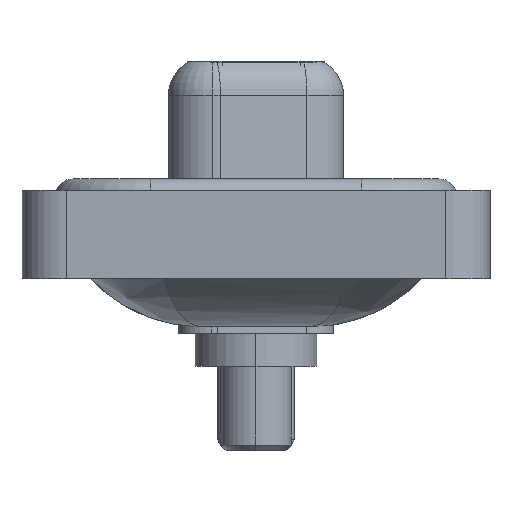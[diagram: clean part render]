
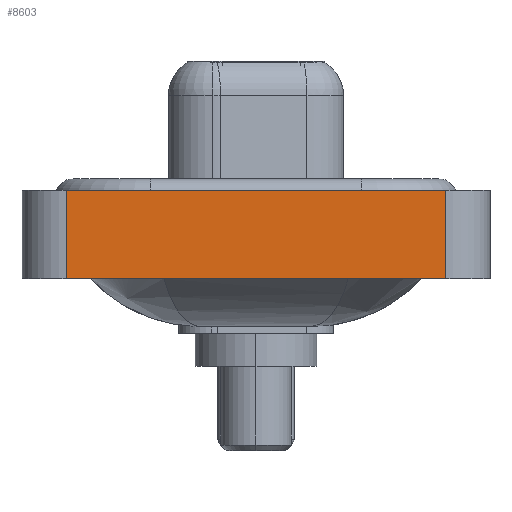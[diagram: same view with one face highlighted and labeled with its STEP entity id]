
A CAD part, left-side view. The second image highlights one B-rep face of the part: STEP entity #8603.
In plain terms, the highlighted planar face has unit normal (-1, 0, 0).
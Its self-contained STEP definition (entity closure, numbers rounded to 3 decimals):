
#1087 = CARTESIAN_POINT ( 'NONE',  ( -7.3, 8.55, 0.4 ) ) ;
#3484 = AXIS2_PLACEMENT_3D ( 'NONE', #20346, #6070, #12430 ) ;
#5005 = CARTESIAN_POINT ( 'NONE',  ( -7.3, -8.55, -3.6 ) ) ;
#5526 = DIRECTION ( 'NONE',  ( 0., 0., 1. ) ) ;
#5529 = CARTESIAN_POINT ( 'NONE',  ( -7.3, 8.55, -3.6 ) ) ;
#6070 = DIRECTION ( 'NONE',  ( -1., 0., 0. ) ) ;
#6183 = LINE ( 'NONE', #6282, #15137 ) ;
#6282 = CARTESIAN_POINT ( 'NONE',  ( -7.3, -8.55, -3.6 ) ) ;
#6548 = LINE ( 'NONE', #5005, #8867 ) ;
#6587 = VERTEX_POINT ( 'NONE', #1087 ) ;
#6852 = DIRECTION ( 'NONE',  ( 0., 0., 1. ) ) ;
#7635 = FACE_OUTER_BOUND ( 'NONE', #19647, .T. ) ;
#8391 = ORIENTED_EDGE ( 'NONE', *, *, #11653, .F. ) ;
#8603 = ADVANCED_FACE ( 'NONE', ( #7635 ), #20148, .T. ) ;
#8745 = CARTESIAN_POINT ( 'NONE',  ( -7.3, 8.55, -3.6 ) ) ;
#8867 = VECTOR ( 'NONE', #6852, 1000. ) ;
#9250 = VERTEX_POINT ( 'NONE', #18321 ) ;
#9945 = CARTESIAN_POINT ( 'NONE',  ( -7.3, -8.55, 0.4 ) ) ;
#10043 = DIRECTION ( 'NONE',  ( 0., -1., 0. ) ) ;
#10384 = EDGE_CURVE ( 'NONE', #9250, #15264, #6548, .T. ) ;
#11156 = ORIENTED_EDGE ( 'NONE', *, *, #17528, .F. ) ;
#11294 = CARTESIAN_POINT ( 'NONE',  ( -7.3, -8.55, 0.4 ) ) ;
#11516 = LINE ( 'NONE', #9945, #19134 ) ;
#11653 = EDGE_CURVE ( 'NONE', #16620, #6587, #19879, .T. ) ;
#12430 = DIRECTION ( 'NONE',  ( 0., 0., 1. ) ) ;
#12578 = ORIENTED_EDGE ( 'NONE', *, *, #10384, .T. ) ;
#15137 = VECTOR ( 'NONE', #17443, 1000. ) ;
#15264 = VERTEX_POINT ( 'NONE', #11294 ) ;
#15329 = VECTOR ( 'NONE', #5526, 1000. ) ;
#16620 = VERTEX_POINT ( 'NONE', #5529 ) ;
#17443 = DIRECTION ( 'NONE',  ( 0., -1., 0. ) ) ;
#17528 = EDGE_CURVE ( 'NONE', #6587, #15264, #11516, .T. ) ;
#17836 = EDGE_CURVE ( 'NONE', #16620, #9250, #6183, .T. ) ;
#18157 = ORIENTED_EDGE ( 'NONE', *, *, #17836, .T. ) ;
#18321 = CARTESIAN_POINT ( 'NONE',  ( -7.3, -8.55, -3.6 ) ) ;
#19134 = VECTOR ( 'NONE', #10043, 1000. ) ;
#19647 = EDGE_LOOP ( 'NONE', ( #12578, #11156, #8391, #18157 ) ) ;
#19879 = LINE ( 'NONE', #8745, #15329 ) ;
#20148 = PLANE ( 'NONE',  #3484 ) ;
#20346 = CARTESIAN_POINT ( 'NONE',  ( -7.3, -8.55, -3.6 ) ) ;
